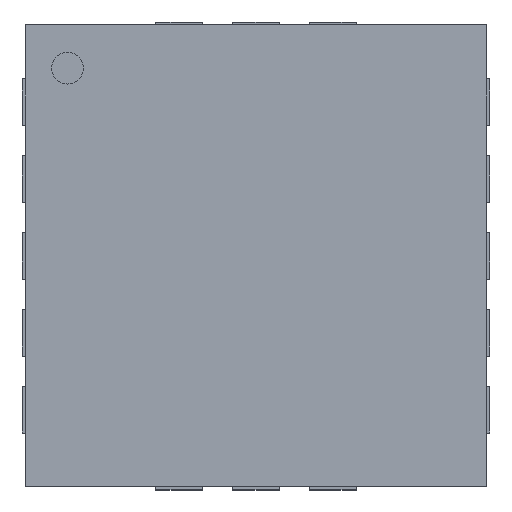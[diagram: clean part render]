
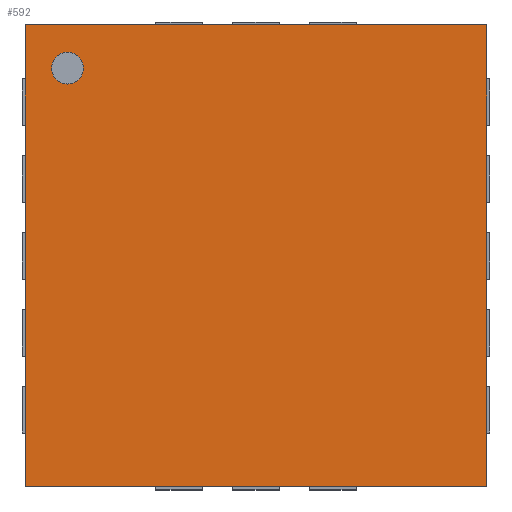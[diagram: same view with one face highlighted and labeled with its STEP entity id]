
A CAD part, top view. The second image highlights one B-rep face of the part: STEP entity #592.
In plain terms, the highlighted planar face has unit normal (0, 0, 1).
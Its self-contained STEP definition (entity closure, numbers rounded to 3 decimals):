
#480 = VERTEX_POINT('',#481);
#481 = CARTESIAN_POINT('',(1.5,-1.5,0.9));
#487 = EDGE_CURVE('',#480,#488,#490,.T.);
#488 = VERTEX_POINT('',#489);
#489 = CARTESIAN_POINT('',(1.5,1.5,0.9));
#490 = LINE('',#491,#492);
#491 = CARTESIAN_POINT('',(1.5,-1.5,0.9));
#492 = VECTOR('',#493,1.);
#493 = DIRECTION('',(0.,1.,0.));
#520 = VERTEX_POINT('',#521);
#521 = CARTESIAN_POINT('',(-1.5,-1.5,0.9));
#527 = EDGE_CURVE('',#520,#480,#528,.T.);
#528 = LINE('',#529,#530);
#529 = CARTESIAN_POINT('',(-1.5,-1.5,0.9));
#530 = VECTOR('',#531,1.);
#531 = DIRECTION('',(1.,0.,0.));
#549 = EDGE_CURVE('',#488,#550,#552,.T.);
#550 = VERTEX_POINT('',#551);
#551 = CARTESIAN_POINT('',(-1.5,1.5,0.9));
#552 = LINE('',#553,#554);
#553 = CARTESIAN_POINT('',(1.5,1.5,0.9));
#554 = VECTOR('',#555,1.);
#555 = DIRECTION('',(-1.,0.,0.));
#592 = ADVANCED_FACE('',(#593,#604),#615,.T.);
#593 = FACE_BOUND('',#594,.T.);
#594 = EDGE_LOOP('',(#595,#596,#597,#603));
#595 = ORIENTED_EDGE('',*,*,#487,.T.);
#596 = ORIENTED_EDGE('',*,*,#549,.T.);
#597 = ORIENTED_EDGE('',*,*,#598,.T.);
#598 = EDGE_CURVE('',#550,#520,#599,.T.);
#599 = LINE('',#600,#601);
#600 = CARTESIAN_POINT('',(-1.5,1.5,0.9));
#601 = VECTOR('',#602,1.);
#602 = DIRECTION('',(0.,-1.,0.));
#603 = ORIENTED_EDGE('',*,*,#527,.T.);
#604 = FACE_BOUND('',#605,.T.);
#605 = EDGE_LOOP('',(#606));
#606 = ORIENTED_EDGE('',*,*,#607,.F.);
#607 = EDGE_CURVE('',#608,#608,#610,.T.);
#608 = VERTEX_POINT('',#609);
#609 = CARTESIAN_POINT('',(-1.121,1.219,0.9));
#610 = CIRCLE('',#611,0.104);
#611 = AXIS2_PLACEMENT_3D('',#612,#613,#614);
#612 = CARTESIAN_POINT('',(-1.224,1.219,0.9));
#613 = DIRECTION('',(0.,0.,1.));
#614 = DIRECTION('',(1.,0.,0.));
#615 = PLANE('',#616);
#616 = AXIS2_PLACEMENT_3D('',#617,#618,#619);
#617 = CARTESIAN_POINT('',(0.,0.,0.9));
#618 = DIRECTION('',(0.,0.,1.));
#619 = DIRECTION('',(1.,0.,0.));
